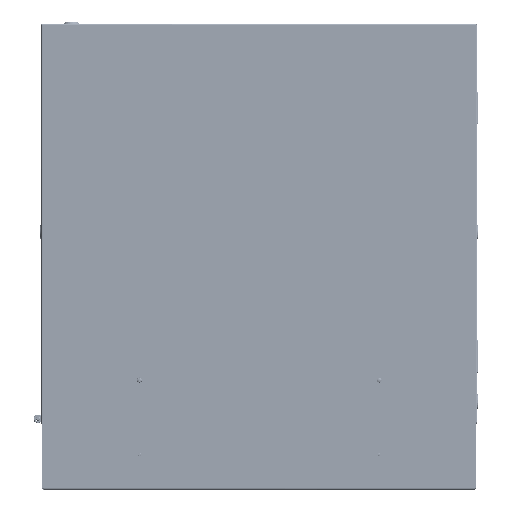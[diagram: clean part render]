
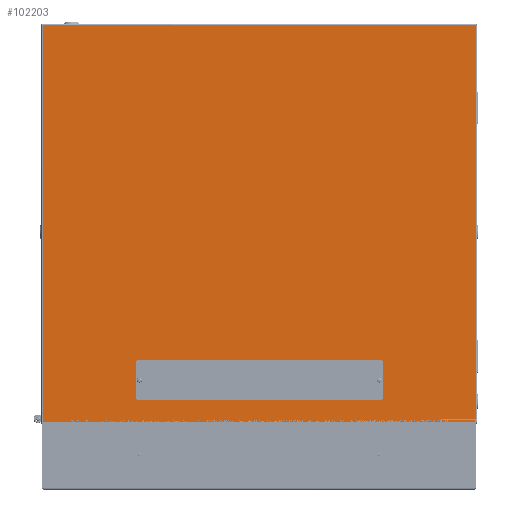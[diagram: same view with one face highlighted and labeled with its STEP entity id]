
A CAD part, front view. The second image highlights one B-rep face of the part: STEP entity #102203.
In plain terms, the highlighted face is planar.
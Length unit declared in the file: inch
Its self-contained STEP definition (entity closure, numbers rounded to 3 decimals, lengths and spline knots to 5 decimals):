
#1173 = DIRECTION ( 'NONE',  ( 0., 0., 1. ) ) ;
#1407 = VERTEX_POINT ( 'NONE', #122825 ) ;
#2566 = DIRECTION ( 'NONE',  ( 0., -1., 0. ) ) ;
#3713 = EDGE_CURVE ( 'NONE', #104384, #102545, #137267, .T. ) ;
#4151 = DIRECTION ( 'NONE',  ( 1., 0., 0. ) ) ;
#6694 = ORIENTED_EDGE ( 'NONE', *, *, #97590, .T. ) ;
#12295 = VECTOR ( 'NONE', #102597, 39.37008 ) ;
#13105 = ORIENTED_EDGE ( 'NONE', *, *, #75527, .T. ) ;
#13639 = VECTOR ( 'NONE', #78252, 39.37008 ) ;
#14435 = VERTEX_POINT ( 'NONE', #58315 ) ;
#15044 = CARTESIAN_POINT ( 'NONE',  ( -11.74409, 7.28346, 0. ) ) ;
#15401 = CIRCLE ( 'NONE', #137911, 0.06299 ) ;
#16636 = CARTESIAN_POINT ( 'NONE',  ( -6.49606, 7.28346, 2.3622 ) ) ;
#17231 = DIRECTION ( 'NONE',  ( 0., 0., -1. ) ) ;
#18417 = DIRECTION ( 'NONE',  ( 0., 1., 0. ) ) ;
#19490 = DIRECTION ( 'NONE',  ( 0., 0., 1. ) ) ;
#19491 = ORIENTED_EDGE ( 'NONE', *, *, #71523, .T. ) ;
#20918 = ORIENTED_EDGE ( 'NONE', *, *, #99634, .T. ) ;
#23301 = AXIS2_PLACEMENT_3D ( 'NONE', #56168, #100279, #1173 ) ;
#23555 = DIRECTION ( 'NONE',  ( 0., 0., 1. ) ) ;
#24073 = EDGE_CURVE ( 'NONE', #105853, #59132, #15401, .T. ) ;
#26021 = EDGE_CURVE ( 'NONE', #68759, #106609, #34216, .T. ) ;
#27450 = EDGE_LOOP ( 'NONE', ( #19491, #13105, #124592, #136493 ) ) ;
#29134 = EDGE_CURVE ( 'NONE', #89519, #32078, #124487, .T. ) ;
#31206 = VERTEX_POINT ( 'NONE', #64272 ) ;
#31588 = DIRECTION ( 'NONE',  ( 0., -1., 0. ) ) ;
#32078 = VERTEX_POINT ( 'NONE', #130821 ) ;
#33307 = CIRCLE ( 'NONE', #116444, 0.06299 ) ;
#33978 = ORIENTED_EDGE ( 'NONE', *, *, #26021, .T. ) ;
#34216 = CIRCLE ( 'NONE', #94334, 0.19685 ) ;
#36882 = DIRECTION ( 'NONE',  ( 0., -1., 0. ) ) ;
#37619 = CARTESIAN_POINT ( 'NONE',  ( 6.10236, 7.28346, 1.25984 ) ) ;
#38318 = DIRECTION ( 'NONE',  ( 0., 0., 1. ) ) ;
#39180 = VERTEX_POINT ( 'NONE', #105093 ) ;
#39403 = FACE_BOUND ( 'NONE', #87961, .T. ) ;
#41094 = DIRECTION ( 'NONE',  ( -1., 0., 0. ) ) ;
#41255 = EDGE_CURVE ( 'NONE', #106609, #132256, #124265, .T. ) ;
#42168 = CARTESIAN_POINT ( 'NONE',  ( 6.49606, 7.28346, 2.29921 ) ) ;
#44274 = CIRCLE ( 'NONE', #125075, 0.19685 ) ;
#45138 = DIRECTION ( 'NONE',  ( 0., -1., 0. ) ) ;
#45325 = CARTESIAN_POINT ( 'NONE',  ( -6.10236, 7.28346, 1.25984 ) ) ;
#48572 = EDGE_LOOP ( 'NONE', ( #77233, #142994, #80283, #77764, #33978, #123790, #102887, #75104 ) ) ;
#51052 = EDGE_CURVE ( 'NONE', #39180, #104384, #129059, .T. ) ;
#51940 = CARTESIAN_POINT ( 'NONE',  ( 6.10236, 7.28346, 1.45669 ) ) ;
#51987 = CARTESIAN_POINT ( 'NONE',  ( -11.76378, 7.28346, 0.06693 ) ) ;
#54465 = EDGE_CURVE ( 'NONE', #59132, #105853, #131632, .T. ) ;
#56168 = CARTESIAN_POINT ( 'NONE',  ( -6.10236, 7.28346, 3.26772 ) ) ;
#56608 = EDGE_CURVE ( 'NONE', #132256, #89993, #127283, .T. ) ;
#57266 = EDGE_CURVE ( 'NONE', #102545, #14435, #44274, .T. ) ;
#58315 = CARTESIAN_POINT ( 'NONE',  ( 6.29921, 7.28346, 1.45669 ) ) ;
#59132 = VERTEX_POINT ( 'NONE', #42168 ) ;
#59208 = CARTESIAN_POINT ( 'NONE',  ( -6.29921, 7.28346, 0. ) ) ;
#60596 = VECTOR ( 'NONE', #136603, 39.37008 ) ;
#62164 = AXIS2_PLACEMENT_3D ( 'NONE', #111084, #2566, #23555 ) ;
#62686 = DIRECTION ( 'NONE',  ( 0., 0., 1. ) ) ;
#63274 = CARTESIAN_POINT ( 'NONE',  ( -11.76378, 7.28346, 0. ) ) ;
#64272 = CARTESIAN_POINT ( 'NONE',  ( -11.74409, 7.28346, 0.06693 ) ) ;
#64413 = CARTESIAN_POINT ( 'NONE',  ( 6.10236, 7.28346, 3.46457 ) ) ;
#65509 = CARTESIAN_POINT ( 'NONE',  ( -6.49606, 7.28346, 2.3622 ) ) ;
#67150 = CARTESIAN_POINT ( 'NONE',  ( 6.49606, 7.28346, 2.3622 ) ) ;
#68149 = CARTESIAN_POINT ( 'NONE',  ( -6.49606, 7.28346, 2.29921 ) ) ;
#68759 = VERTEX_POINT ( 'NONE', #93198 ) ;
#69252 = AXIS2_PLACEMENT_3D ( 'NONE', #117638, #72109, #62686 ) ;
#69478 = VERTEX_POINT ( 'NONE', #68149 ) ;
#71523 = EDGE_CURVE ( 'NONE', #32078, #31206, #115642, .T. ) ;
#72109 = DIRECTION ( 'NONE',  ( 0., -1., 0. ) ) ;
#72160 = EDGE_CURVE ( 'NONE', #1407, #89519, #100065, .T. ) ;
#75050 = DIRECTION ( 'NONE',  ( 0., 0., 1. ) ) ;
#75104 = ORIENTED_EDGE ( 'NONE', *, *, #106050, .T. ) ;
#75527 = EDGE_CURVE ( 'NONE', #31206, #1407, #138024, .T. ) ;
#77233 = ORIENTED_EDGE ( 'NONE', *, *, #51052, .T. ) ;
#77764 = ORIENTED_EDGE ( 'NONE', *, *, #135134, .T. ) ;
#78252 = DIRECTION ( 'NONE',  ( 0., 0., -1. ) ) ;
#80283 = ORIENTED_EDGE ( 'NONE', *, *, #57266, .T. ) ;
#81633 = LINE ( 'NONE', #59208, #115219 ) ;
#82114 = FACE_BOUND ( 'NONE', #126239, .T. ) ;
#82389 = AXIS2_PLACEMENT_3D ( 'NONE', #65509, #97349, #99473 ) ;
#84947 = FACE_OUTER_BOUND ( 'NONE', #27450, .T. ) ;
#86883 = VERTEX_POINT ( 'NONE', #87589 ) ;
#87039 = CIRCLE ( 'NONE', #82389, 0.06299 ) ;
#87589 = CARTESIAN_POINT ( 'NONE',  ( -6.49606, 7.28346, 2.4252 ) ) ;
#87961 = EDGE_LOOP ( 'NONE', ( #20918, #6694 ) ) ;
#89519 = VERTEX_POINT ( 'NONE', #91056 ) ;
#89993 = VERTEX_POINT ( 'NONE', #139187 ) ;
#91056 = CARTESIAN_POINT ( 'NONE',  ( 11.74409, 7.28346, 21.58661 ) ) ;
#91232 = CARTESIAN_POINT ( 'NONE',  ( 11.74409, 7.28346, 0. ) ) ;
#93198 = CARTESIAN_POINT ( 'NONE',  ( 6.29921, 7.28346, 3.26772 ) ) ;
#94334 = AXIS2_PLACEMENT_3D ( 'NONE', #122495, #45138, #97975 ) ;
#97349 = DIRECTION ( 'NONE',  ( 0., -1., 0. ) ) ;
#97590 = EDGE_CURVE ( 'NONE', #69478, #86883, #33307, .T. ) ;
#97975 = DIRECTION ( 'NONE',  ( 0., 0., 1. ) ) ;
#98963 = CARTESIAN_POINT ( 'NONE',  ( -6.10236, 7.28346, 3.46457 ) ) ;
#99415 = VECTOR ( 'NONE', #121729, 39.37008 ) ;
#99473 = DIRECTION ( 'NONE',  ( 0., 0., 1. ) ) ;
#99634 = EDGE_CURVE ( 'NONE', #86883, #69478, #87039, .T. ) ;
#100065 = LINE ( 'NONE', #111600, #99415 ) ;
#100279 = DIRECTION ( 'NONE',  ( 0., -1., 0. ) ) ;
#101571 = VECTOR ( 'NONE', #41094, 39.37008 ) ;
#102203 = ADVANCED_FACE ( 'NONE', ( #39403, #116092, #82114, #84947 ), #105260, .T. ) ;
#102545 = VERTEX_POINT ( 'NONE', #37619 ) ;
#102597 = DIRECTION ( 'NONE',  ( -1., 0., 0. ) ) ;
#102887 = ORIENTED_EDGE ( 'NONE', *, *, #56608, .T. ) ;
#104384 = VERTEX_POINT ( 'NONE', #45325 ) ;
#105093 = CARTESIAN_POINT ( 'NONE',  ( -6.29921, 7.28346, 1.45669 ) ) ;
#105260 = PLANE ( 'NONE',  #133914 ) ;
#105853 = VERTEX_POINT ( 'NONE', #130904 ) ;
#106050 = EDGE_CURVE ( 'NONE', #89993, #39180, #81633, .T. ) ;
#106609 = VERTEX_POINT ( 'NONE', #64413 ) ;
#106699 = ORIENTED_EDGE ( 'NONE', *, *, #54465, .T. ) ;
#111084 = CARTESIAN_POINT ( 'NONE',  ( -6.10236, 7.28346, 1.45669 ) ) ;
#111237 = DIRECTION ( 'NONE',  ( 0., 0., 1. ) ) ;
#111600 = CARTESIAN_POINT ( 'NONE',  ( -11.76378, 7.28346, 21.58661 ) ) ;
#112993 = VECTOR ( 'NONE', #38318, 39.37008 ) ;
#113425 = CARTESIAN_POINT ( 'NONE',  ( -11.76378, 7.28346, 3.46457 ) ) ;
#115219 = VECTOR ( 'NONE', #17231, 39.37008 ) ;
#115642 = LINE ( 'NONE', #51987, #101571 ) ;
#116092 = FACE_BOUND ( 'NONE', #48572, .T. ) ;
#116444 = AXIS2_PLACEMENT_3D ( 'NONE', #16636, #36882, #19490 ) ;
#116451 = CARTESIAN_POINT ( 'NONE',  ( 6.29921, 7.28346, 0. ) ) ;
#117638 = CARTESIAN_POINT ( 'NONE',  ( 6.49606, 7.28346, 2.3622 ) ) ;
#120859 = ORIENTED_EDGE ( 'NONE', *, *, #24073, .T. ) ;
#121729 = DIRECTION ( 'NONE',  ( 1., 0., 0. ) ) ;
#122495 = CARTESIAN_POINT ( 'NONE',  ( 6.10236, 7.28346, 3.26772 ) ) ;
#122825 = CARTESIAN_POINT ( 'NONE',  ( -11.74409, 7.28346, 21.58661 ) ) ;
#123790 = ORIENTED_EDGE ( 'NONE', *, *, #41255, .T. ) ;
#124265 = LINE ( 'NONE', #113425, #12295 ) ;
#124487 = LINE ( 'NONE', #91232, #13639 ) ;
#124592 = ORIENTED_EDGE ( 'NONE', *, *, #72160, .T. ) ;
#125075 = AXIS2_PLACEMENT_3D ( 'NONE', #51940, #31588, #75050 ) ;
#126239 = EDGE_LOOP ( 'NONE', ( #120859, #106699 ) ) ;
#126359 = CARTESIAN_POINT ( 'NONE',  ( -11.76378, 7.28346, 1.25984 ) ) ;
#127283 = CIRCLE ( 'NONE', #23301, 0.19685 ) ;
#127661 = DIRECTION ( 'NONE',  ( 0., 0., 1. ) ) ;
#129059 = CIRCLE ( 'NONE', #62164, 0.19685 ) ;
#130821 = CARTESIAN_POINT ( 'NONE',  ( 11.74409, 7.28346, 0.06693 ) ) ;
#130904 = CARTESIAN_POINT ( 'NONE',  ( 6.49606, 7.28346, 2.4252 ) ) ;
#131632 = CIRCLE ( 'NONE', #69252, 0.06299 ) ;
#132256 = VERTEX_POINT ( 'NONE', #98963 ) ;
#133666 = DIRECTION ( 'NONE',  ( 0., -1., 0. ) ) ;
#133914 = AXIS2_PLACEMENT_3D ( 'NONE', #63274, #18417, #127661 ) ;
#135134 = EDGE_CURVE ( 'NONE', #14435, #68759, #138153, .T. ) ;
#136493 = ORIENTED_EDGE ( 'NONE', *, *, #29134, .T. ) ;
#136603 = DIRECTION ( 'NONE',  ( 0., 0., 1. ) ) ;
#137267 = LINE ( 'NONE', #126359, #140943 ) ;
#137911 = AXIS2_PLACEMENT_3D ( 'NONE', #67150, #133666, #111237 ) ;
#138024 = LINE ( 'NONE', #15044, #60596 ) ;
#138153 = LINE ( 'NONE', #116451, #112993 ) ;
#139187 = CARTESIAN_POINT ( 'NONE',  ( -6.29921, 7.28346, 3.26772 ) ) ;
#140943 = VECTOR ( 'NONE', #4151, 39.37008 ) ;
#142994 = ORIENTED_EDGE ( 'NONE', *, *, #3713, .T. ) ;
